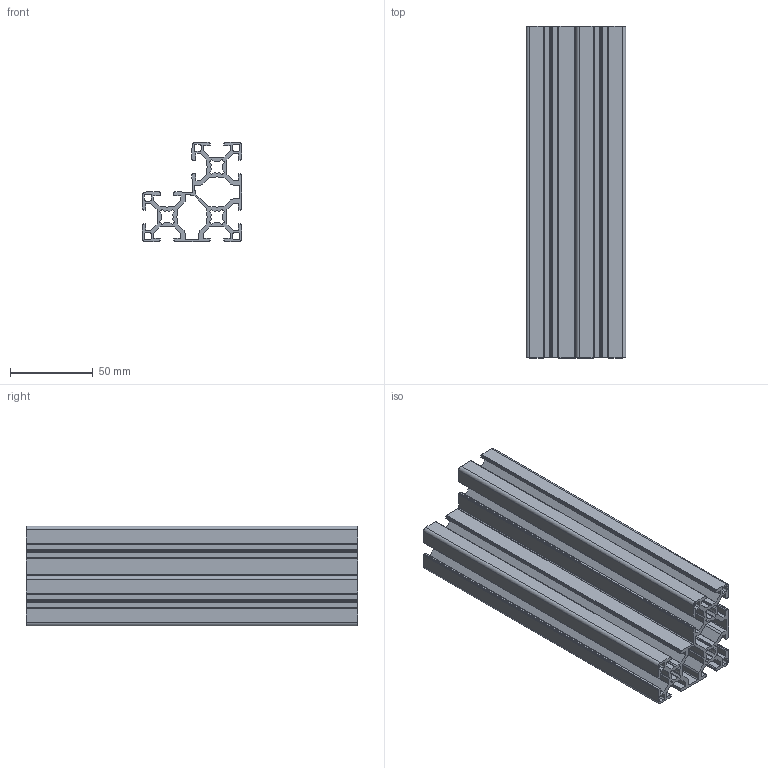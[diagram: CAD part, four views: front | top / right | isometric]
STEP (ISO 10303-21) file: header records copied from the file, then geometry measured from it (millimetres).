
FILE_DESCRIPTION(/* description */ ('Aluminiumprofil 30x60x60'),/* implementation_level */ '2;1');
FILE_NAME(/* name */ 'Syskomp 481993016 Aluminiumprofil 30x60x60.stp',/* time_stamp */ '2017-01-31T11:46:21+01:00',/* author */ ('wheldmann'),/* organization */ (''),/* preprocessor_version */ 'ST-DEVELOPER v16.1',/* originating_system */ 'Autodesk Inventor 2016',/* authorisation */ ' ');
FILE_SCHEMA (('AUTOMOTIVE_DESIGN { 1 0 10303 214 3 1 1 }'));
Length unit declared in the file: millimetre
Products named in the file (1): 481993016 Aluminiumprofil 30x60x60 - 200
Bounding box: 60 x 200 x 60 mm (x, y, z)
Volume: 164346.7 mm3; surface area: 163310.8 mm2
Topology: 1 solids, 1 shells, 495 faces, 1479 edges, 986 vertices
Faces by surface type: cylinder 271, plane 224
Entity records: 16899 total; most frequent: DIRECTION 3013, CARTESIAN_POINT 2961, ORIENTED_EDGE 2958, EDGE_CURVE 1479, AXIS2_PLACEMENT_3D 1038, VERTEX_POINT 986, LINE 937, VECTOR 937
